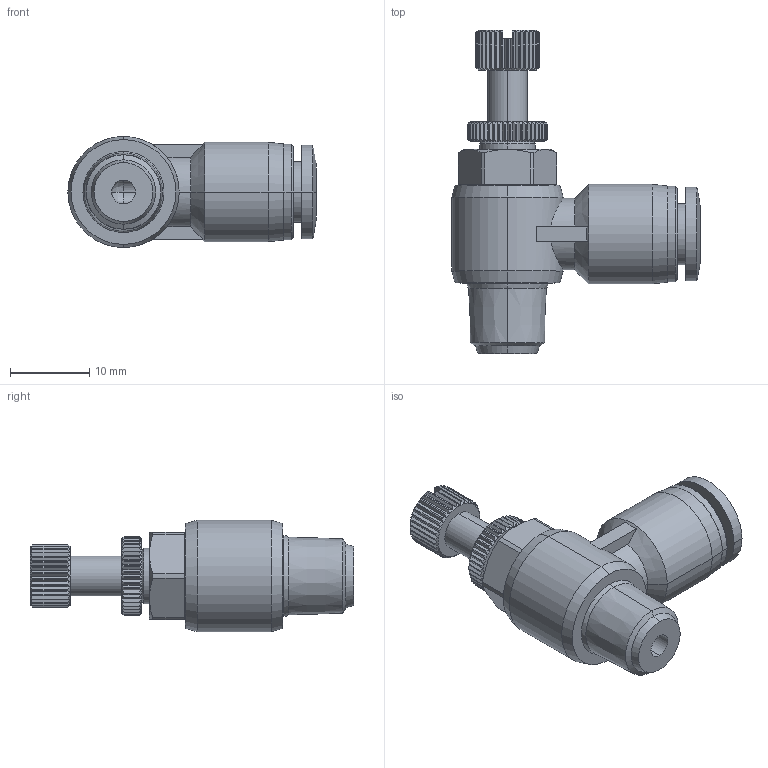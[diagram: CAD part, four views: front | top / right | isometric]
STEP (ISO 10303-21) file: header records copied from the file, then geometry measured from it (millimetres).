
FILE_DESCRIPTION (( 'STEP AP214' ), '1' );
FILE_NAME ('FVR6M-18R.step', '2016-02-24T20:34:52', ( '' ), ( '' ), 'SwSTEP 2.0', 'SolidWorks 2015', '' );
FILE_SCHEMA (( 'AUTOMOTIVE_DESIGN' ));
Length unit declared in the file: inch
Products named in the file (1): FVR6M-18R
Bounding box: 31.25 x 40.7 x 14 mm (x, y, z)
Volume: 4745.8 mm3; surface area: 3159.3 mm2
Topology: 1 solids, 1 shells, 492 faces, 1092 edges, 613 vertices
Faces by surface type: plane 189, cone 184, cylinder 113, bspline 4, torus 2
Entity records: 20191 total; most frequent: CARTESIAN_POINT 3401, ORIENTED_EDGE 2180, DIRECTION 2147, EDGE_CURVE 1090, AXIS2_PLACEMENT_3D 909, VERTEX_POINT 613, EDGE_LOOP 507, UNCERTAINTY_MEASURE_WITH_UNIT 495
